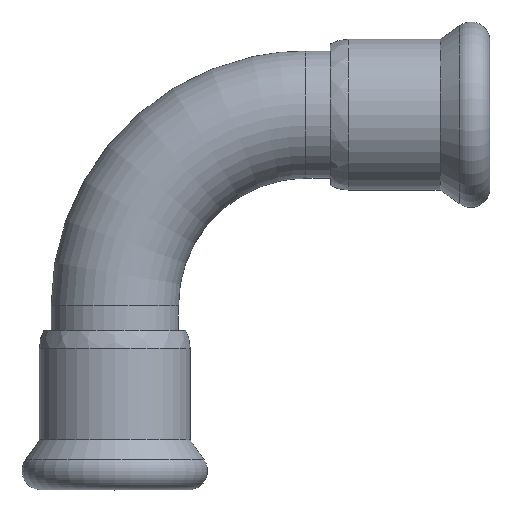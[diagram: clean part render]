
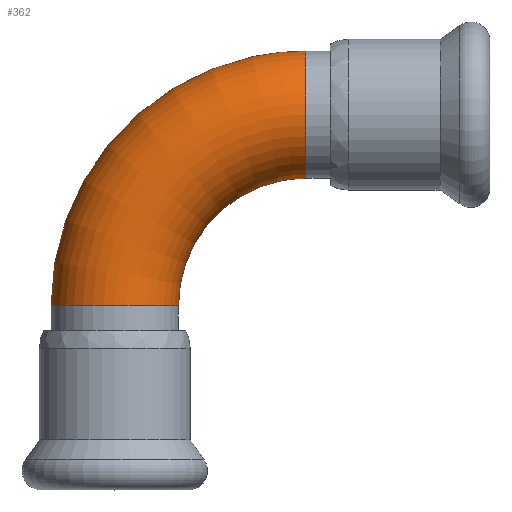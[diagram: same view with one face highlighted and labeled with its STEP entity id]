
A CAD part, top view. The second image highlights one B-rep face of the part: STEP entity #362.
In plain terms, the highlighted toroidal (fillet/blend) face has major radius 27 mm and minor radius 9 mm.
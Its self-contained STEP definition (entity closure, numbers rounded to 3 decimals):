
#56=TOROIDAL_SURFACE($,#402,27.,9.);
#64=FACE_OUTER_BOUND($,#132,.T.);
#102=FACE_BOUND($,#133,.T.);
#132=EDGE_LOOP($,(#283));
#133=EDGE_LOOP($,(#284));
#177=CIRCLE($,#401,9.);
#178=CIRCLE($,#403,9.);
#206=VERTEX_POINT($,#607);
#207=VERTEX_POINT($,#610);
#239=EDGE_CURVE($,#206,#206,#177,.T.);
#240=EDGE_CURVE($,#207,#207,#178,.T.);
#283=ORIENTED_EDGE($,*,*,#239,.T.);
#284=ORIENTED_EDGE($,*,*,#240,.F.);
#362=ADVANCED_FACE($,(#64,#102),#56,.T.);
#401=AXIS2_PLACEMENT_3D($,#608,#478,#479);
#402=AXIS2_PLACEMENT_3D($,#609,#480,#481);
#403=AXIS2_PLACEMENT_3D($,#611,#482,#483);
#478=DIRECTION('center_axis',(-1.,0.,0.));
#479=DIRECTION('ref_axis',(0.,-1.,0.));
#480=DIRECTION('center_axis',(0.,0.,-1.));
#481=DIRECTION('ref_axis',(-1.,0.,0.));
#482=DIRECTION('center_axis',(0.,-1.,0.));
#483=DIRECTION('ref_axis',(1.,0.,0.));
#607=CARTESIAN_POINT('',(27.,62.,0.));
#608=CARTESIAN_POINT('Origin',(27.,53.,0.));
#609=CARTESIAN_POINT('Origin',(27.,26.,0.));
#610=CARTESIAN_POINT('',(-9.,26.,0.));
#611=CARTESIAN_POINT('Origin',(0.,26.,0.));
